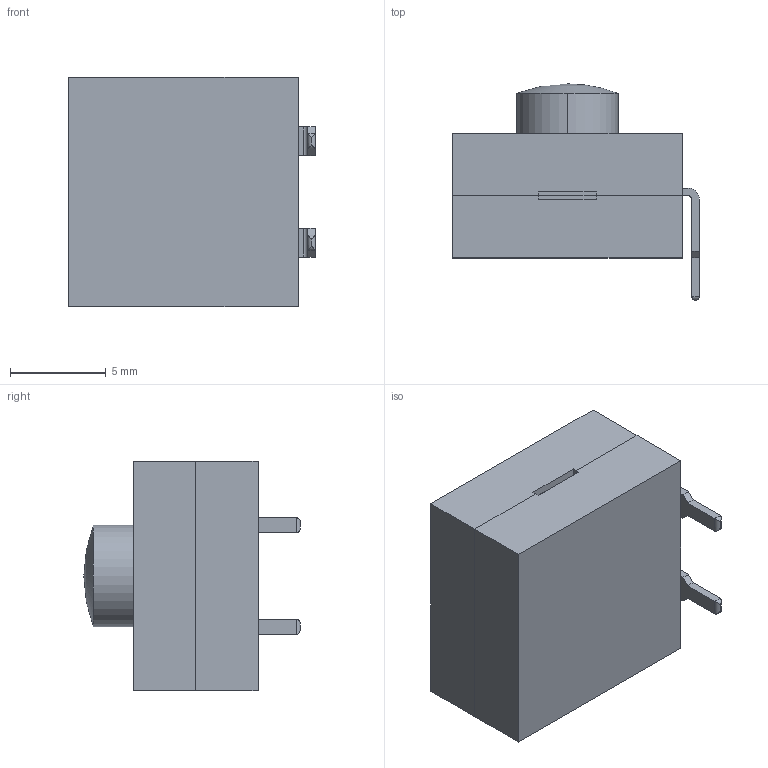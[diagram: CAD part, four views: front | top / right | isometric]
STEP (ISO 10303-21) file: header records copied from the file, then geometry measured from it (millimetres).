
FILE_DESCRIPTION (( 'STEP AP214' ), '1' );
FILE_NAME ('GPTS203211B.STEP', '2023-01-06T17:38:42', ( '' ), ( '' ), 'SwSTEP 2.0', 'SolidWorks 2019', '' );
FILE_SCHEMA (( 'AUTOMOTIVE_DESIGN' ));
Length unit declared in the file: millimetre
Products named in the file (1): GPTS203211B
Bounding box: 12.9 x 11.3 x 12 mm (x, y, z)
Volume: 989.3 mm3; surface area: 970.5 mm2
Topology: 4 solids, 4 shells, 73 faces, 187 edges, 122 vertices
Faces by surface type: plane 58, cylinder 14, sphere 1
Entity records: 2570 total; most frequent: CARTESIAN_POINT 402, ORIENTED_EDGE 368, DIRECTION 336, EDGE_CURVE 184, VECTOR 164, LINE 164, VERTEX_POINT 120, AXIS2_PLACEMENT_3D 86
